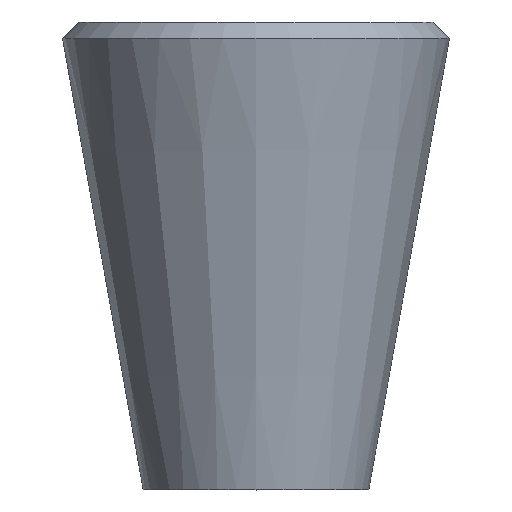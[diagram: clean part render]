
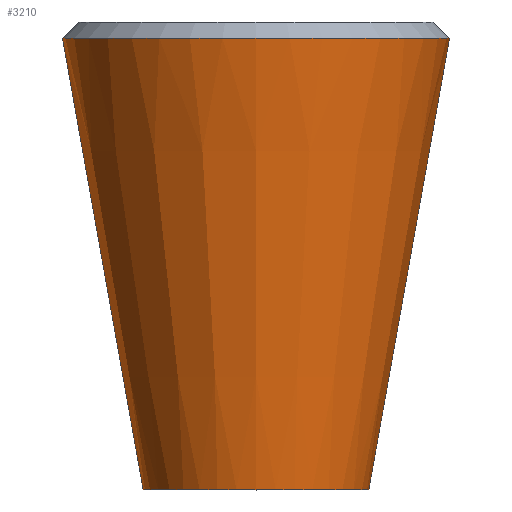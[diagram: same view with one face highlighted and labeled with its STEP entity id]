
A CAD part, top view. The second image highlights one B-rep face of the part: STEP entity #3210.
In plain terms, the highlighted conical face has half-angle 10.125 degrees and reference radius 12 mm.
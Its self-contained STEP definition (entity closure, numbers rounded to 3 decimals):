
#310=CARTESIAN_POINT('',(12.,28.,0.));
#320=VERTEX_POINT('',#310);
#400=CARTESIAN_POINT('',(-12.,28.,0.));
#410=VERTEX_POINT('',#400);
#440=CARTESIAN_POINT('',(0.,28.,0.));
#450=DIRECTION('',(0.,1.,0.));
#460=DIRECTION('',(-1.,0.,0.));
#470=AXIS2_PLACEMENT_3D('',#440,#450,#460);
#480=CIRCLE('',#470,12.);
#590=CARTESIAN_POINT('',(12.,28.,0.));
#600=DIRECTION('',(0.176,0.984,0.));
#610=VECTOR('',#600,68.263);
#620=LINE('',#590,#610);
#630=CARTESIAN_POINT('',(7.,0.,0.));
#640=VERTEX_POINT('',#630);
#650=EDGE_CURVE('',#640,#320,#620,.T.);
#680=CARTESIAN_POINT('',(-12.,28.,0.));
#690=DIRECTION('',(-0.176,0.984,
0.));
#700=VECTOR('',#690,68.263);
#710=LINE('',#680,#700);
#720=CARTESIAN_POINT('',(-7.,0.,0.));
#730=VERTEX_POINT('',#720);
#740=EDGE_CURVE('',#730,#410,#710,.T.);
#760=CARTESIAN_POINT('',(0.,0.,0.));
#770=DIRECTION('',(0.,1.,0.));
#780=DIRECTION('',(-1.,0.,0.));
#790=AXIS2_PLACEMENT_3D('',#760,#770,#780);
#800=CIRCLE('',#790,7.);
#1060=EDGE_CURVE('',#730,#640,#800,.T.);
#3090=CARTESIAN_POINT('',(0.,28.,0.));
#3100=DIRECTION('',(0.,1.,0.));
#3110=DIRECTION('',(1.,-0.,0.));
#3120=AXIS2_PLACEMENT_3D('',#3090,#3100,#3110);
#3130=CONICAL_SURFACE('',#3120,12.,0.177);
#3140=ORIENTED_EDGE('',*,*,#1060,.T.);
#3150=ORIENTED_EDGE('',*,*,#740,.F.);
#3160=EDGE_CURVE('',#410,#320,#480,.T.);
#3170=ORIENTED_EDGE('',*,*,#3160,.F.);
#3180=ORIENTED_EDGE('',*,*,#650,.T.);
#3190=EDGE_LOOP('',(#3180,#3170,#3150,#3140));
#3200=FACE_OUTER_BOUND('',#3190,.T.);
#3210=ADVANCED_FACE('',(#3200),#3130,.T.);
